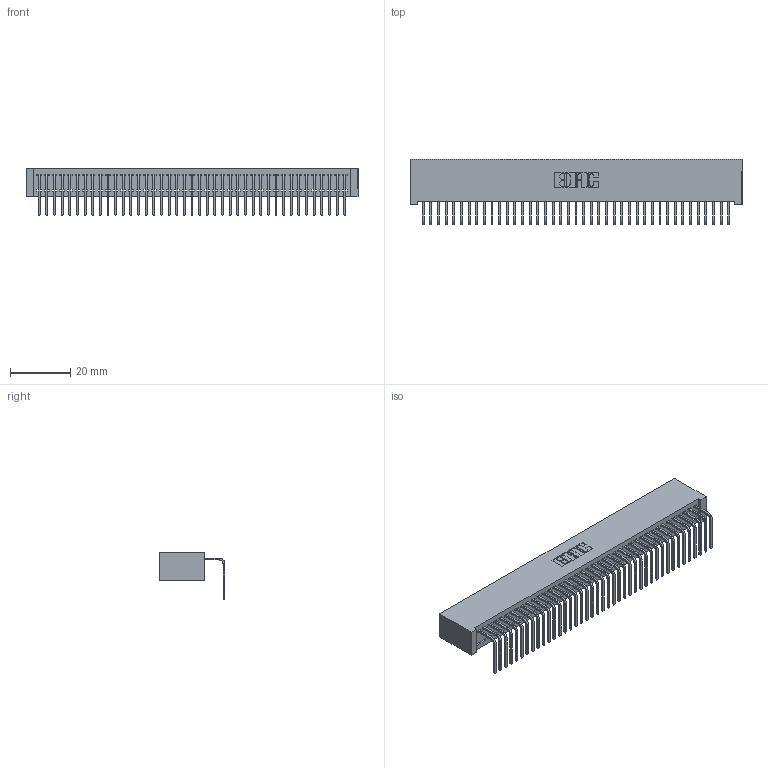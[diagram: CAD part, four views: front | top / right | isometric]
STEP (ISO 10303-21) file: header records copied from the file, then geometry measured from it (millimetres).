
FILE_DESCRIPTION (( 'STEP AP203' ), '1' );
FILE_NAME ('392-041-558-101.STEP', '2019-10-07T20:41:09', ( '' ), ( '' ), 'SwSTEP 2.0', 'SolidWorks 2016', '' );
FILE_SCHEMA (( 'CONFIG_CONTROL_DESIGN' ));
Length unit declared in the file: inch
Products named in the file (3): 342 Part_Lugless; 345-292-001_558 Tail - 2; 392-041-558-101
Assembly tree (42 placements, depth 2):
  392-041-558-101
    342 Part_Lugless
    345-292-001_558 Tail - 2  x41
Bounding box: 110.39 x 21.91 x 15.62 mm (x, y, z)
Volume: 10220.8 mm3; surface area: 16089.1 mm2
Topology: 42 solids, 42 shells, 2562 faces, 7737 edges, 5102 vertices
Faces by surface type: plane 1866, cylinder 696
Entity records: 24869 total; most frequent: CARTESIAN_POINT 4297, ORIENTED_EDGE 4274, DIRECTION 3619, EDGE_CURVE 2137, LINE 2017, VECTOR 2017, VERTEX_POINT 1422, AXIS2_PLACEMENT_3D 801
